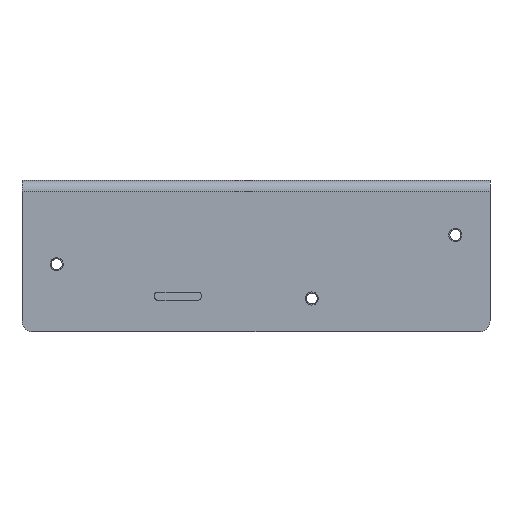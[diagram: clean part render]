
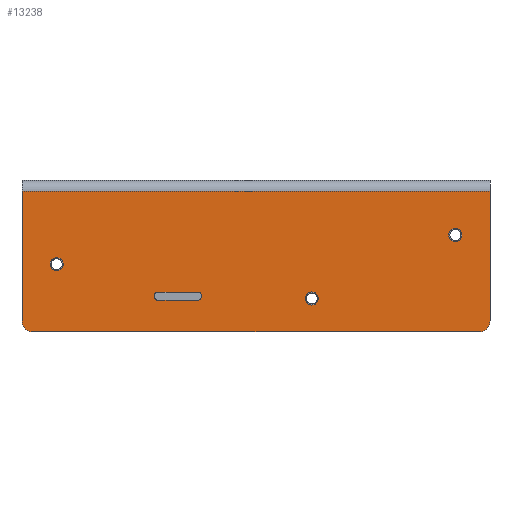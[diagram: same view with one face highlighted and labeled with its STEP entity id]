
A CAD part, front view. The second image highlights one B-rep face of the part: STEP entity #13238.
In plain terms, the highlighted planar face has unit normal (0, -1, 0).
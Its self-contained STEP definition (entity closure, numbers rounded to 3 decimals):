
#8058=DIRECTION('',(0.,0.,-1.));
#8059=VECTOR('',#8058,35.5);
#8060=CARTESIAN_POINT('',(0.,-127.6,-1.5));
#8061=LINE('',#8060,#8059);
#9126=DIRECTION('',(0.,0.,-1.));
#9127=VECTOR('',#9126,35.5);
#9128=CARTESIAN_POINT('',(-128.,-127.6,-1.5));
#9129=LINE('',#9128,#9127);
#9150=DIRECTION('',(-1.,0.,0.));
#9151=VECTOR('',#9150,128.);
#9152=CARTESIAN_POINT('',(0.,-127.6,-1.5));
#9153=LINE('',#9152,#9151);
#9154=CARTESIAN_POINT('',(-3.,-127.6,-37.));
#9155=DIRECTION('',(0.,-1.,0.));
#9156=DIRECTION('',(0.,0.,-1.));
#9157=AXIS2_PLACEMENT_3D('',#9154,#9155,#9156);
#9159=CARTESIAN_POINT('',(-125.,-127.6,-37.));
#9160=DIRECTION('',(0.,-1.,0.));
#9161=DIRECTION('',(-1.,0.,0.));
#9162=AXIS2_PLACEMENT_3D('',#9159,#9160,#9161);
#9164=CARTESIAN_POINT('',(-90.85,-127.6,-30.35));
#9165=DIRECTION('',(0.,-1.,0.));
#9166=DIRECTION('',(-1.,0.,0.));
#9167=AXIS2_PLACEMENT_3D('',#9164,#9165,#9166);
#9169=DIRECTION('',(1.,0.,0.));
#9170=VECTOR('',#9169,10.9);
#9171=CARTESIAN_POINT('',(-90.85,-127.6,-31.35));
#9172=LINE('',#9171,#9170);
#9173=CARTESIAN_POINT('',(-79.95,-127.6,-30.35));
#9174=DIRECTION('',(0.,-1.,0.));
#9175=DIRECTION('',(0.,0.,-1.));
#9176=AXIS2_PLACEMENT_3D('',#9173,#9174,#9175);
#9178=DIRECTION('',(0.,0.,1.));
#9179=VECTOR('',#9178,0.25);
#9180=CARTESIAN_POINT('',(-78.95,-127.6,-30.35));
#9181=LINE('',#9180,#9179);
#9182=CARTESIAN_POINT('',(-79.95,-127.6,-30.1));
#9183=DIRECTION('',(0.,-1.,0.));
#9184=DIRECTION('',(1.,0.,0.));
#9185=AXIS2_PLACEMENT_3D('',#9182,#9183,#9184);
#9187=DIRECTION('',(-1.,0.,0.));
#9188=VECTOR('',#9187,10.9);
#9189=CARTESIAN_POINT('',(-79.95,-127.6,-29.1));
#9190=LINE('',#9189,#9188);
#9191=CARTESIAN_POINT('',(-90.85,-127.6,-30.1));
#9192=DIRECTION('',(0.,-1.,0.));
#9193=DIRECTION('',(0.,0.,1.));
#9194=AXIS2_PLACEMENT_3D('',#9191,#9192,#9193);
#9196=DIRECTION('',(0.,0.,-1.));
#9197=VECTOR('',#9196,0.25);
#9198=CARTESIAN_POINT('',(-91.85,-127.6,-30.1));
#9199=LINE('',#9198,#9197);
#9200=CARTESIAN_POINT('',(-118.5,-127.6,-21.5));
#9201=DIRECTION('',(0.,-1.,0.));
#9202=DIRECTION('',(1.,0.,0.));
#9203=AXIS2_PLACEMENT_3D('',#9200,#9201,#9202);
#9205=CARTESIAN_POINT('',(-118.5,-127.6,-21.5));
#9206=DIRECTION('',(0.,-1.,0.));
#9207=DIRECTION('',(-1.,0.,0.));
#9208=AXIS2_PLACEMENT_3D('',#9205,#9206,#9207);
#9210=CARTESIAN_POINT('',(-48.75,-127.6,-30.87));
#9211=DIRECTION('',(0.,-1.,0.));
#9212=DIRECTION('',(1.,0.,0.));
#9213=AXIS2_PLACEMENT_3D('',#9210,#9211,#9212);
#9215=CARTESIAN_POINT('',(-48.75,-127.6,-30.87));
#9216=DIRECTION('',(0.,-1.,0.));
#9217=DIRECTION('',(-1.,0.,0.));
#9218=AXIS2_PLACEMENT_3D('',#9215,#9216,#9217);
#9220=CARTESIAN_POINT('',(-9.5,-127.6,-13.5));
#9221=DIRECTION('',(0.,-1.,0.));
#9222=DIRECTION('',(1.,0.,0.));
#9223=AXIS2_PLACEMENT_3D('',#9220,#9221,#9222);
#9225=CARTESIAN_POINT('',(-9.5,-127.6,-13.5));
#9226=DIRECTION('',(0.,-1.,0.));
#9227=DIRECTION('',(-1.,0.,0.));
#9228=AXIS2_PLACEMENT_3D('',#9225,#9226,#9227);
#9332=DIRECTION('',(-1.,0.,0.));
#9333=VECTOR('',#9332,122.);
#9334=CARTESIAN_POINT('',(-3.,-127.6,-40.));
#9335=LINE('',#9334,#9333);
#11128=CARTESIAN_POINT('',(0.,-127.6,-1.5));
#11129=VERTEX_POINT('',#11128);
#11130=CARTESIAN_POINT('',(-128.,-127.6,-1.5));
#11131=VERTEX_POINT('',#11130);
#11144=CARTESIAN_POINT('',(-3.,-127.6,-40.));
#11145=VERTEX_POINT('',#11144);
#11146=CARTESIAN_POINT('',(0.,-127.6,-37.));
#11147=VERTEX_POINT('',#11146);
#11158=CARTESIAN_POINT('',(-128.,-127.6,-37.));
#11159=VERTEX_POINT('',#11158);
#11162=CARTESIAN_POINT('',(-125.,-127.6,-40.));
#11163=VERTEX_POINT('',#11162);
#11844=CARTESIAN_POINT('',(-91.85,-127.6,-30.35));
#11845=CARTESIAN_POINT('',(-90.85,-127.6,-31.35));
#11846=VERTEX_POINT('',#11844);
#11847=VERTEX_POINT('',#11845);
#11848=CARTESIAN_POINT('',(-79.95,-127.6,-31.35));
#11849=VERTEX_POINT('',#11848);
#11850=CARTESIAN_POINT('',(-78.95,-127.6,-30.35));
#11851=VERTEX_POINT('',#11850);
#11852=CARTESIAN_POINT('',(-78.95,-127.6,-30.1));
#11853=VERTEX_POINT('',#11852);
#11854=CARTESIAN_POINT('',(-79.95,-127.6,-29.1));
#11855=VERTEX_POINT('',#11854);
#11856=CARTESIAN_POINT('',(-90.85,-127.6,-29.1));
#11857=VERTEX_POINT('',#11856);
#11858=CARTESIAN_POINT('',(-91.85,-127.6,-30.1));
#11859=VERTEX_POINT('',#11858);
#11996=CARTESIAN_POINT('',(-116.7,-127.6,-21.5));
#11997=CARTESIAN_POINT('',(-120.3,-127.6,-21.5));
#11998=VERTEX_POINT('',#11996);
#11999=VERTEX_POINT('',#11997);
#12000=CARTESIAN_POINT('',(-46.95,-127.6,-30.87));
#12001=CARTESIAN_POINT('',(-50.55,-127.6,-30.87));
#12002=VERTEX_POINT('',#12000);
#12003=VERTEX_POINT('',#12001);
#12004=CARTESIAN_POINT('',(-7.7,-127.6,-13.5));
#12005=CARTESIAN_POINT('',(-11.3,-127.6,-13.5));
#12006=VERTEX_POINT('',#12004);
#12007=VERTEX_POINT('',#12005);
#13186=CARTESIAN_POINT('',(0.,-127.6,1.5));
#13187=DIRECTION('',(0.,-1.,0.));
#13188=DIRECTION('',(0.,0.,-1.));
#13189=AXIS2_PLACEMENT_3D('',#13186,#13187,#13188);
#13190=PLANE('',#13189);
#13191=ORIENTED_EDGE('',*,*,#12076,.F.);
#13192=ORIENTED_EDGE('',*,*,#12063,.T.);
#13194=ORIENTED_EDGE('',*,*,#13193,.F.);
#13196=ORIENTED_EDGE('',*,*,#13195,.T.);
#13198=ORIENTED_EDGE('',*,*,#13197,.F.);
#13199=ORIENTED_EDGE('',*,*,#13170,.F.);
#13200=EDGE_LOOP('',(#13191,#13192,#13194,#13196,#13198,#13199));
#13201=FACE_OUTER_BOUND('',#13200,.F.);
#13203=ORIENTED_EDGE('',*,*,#13202,.T.);
#13205=ORIENTED_EDGE('',*,*,#13204,.T.);
#13207=ORIENTED_EDGE('',*,*,#13206,.T.);
#13209=ORIENTED_EDGE('',*,*,#13208,.T.);
#13211=ORIENTED_EDGE('',*,*,#13210,.T.);
#13213=ORIENTED_EDGE('',*,*,#13212,.T.);
#13215=ORIENTED_EDGE('',*,*,#13214,.T.);
#13217=ORIENTED_EDGE('',*,*,#13216,.T.);
#13218=EDGE_LOOP('',(#13203,#13205,#13207,#13209,#13211,#13213,#13215,#13217));
#13219=FACE_BOUND('',#13218,.F.);
#13221=ORIENTED_EDGE('',*,*,#13220,.T.);
#13223=ORIENTED_EDGE('',*,*,#13222,.T.);
#13224=EDGE_LOOP('',(#13221,#13223));
#13225=FACE_BOUND('',#13224,.F.);
#13227=ORIENTED_EDGE('',*,*,#13226,.T.);
#13229=ORIENTED_EDGE('',*,*,#13228,.T.);
#13230=EDGE_LOOP('',(#13227,#13229));
#13231=FACE_BOUND('',#13230,.F.);
#13233=ORIENTED_EDGE('',*,*,#13232,.T.);
#13235=ORIENTED_EDGE('',*,*,#13234,.T.);
#13236=EDGE_LOOP('',(#13233,#13235));
#13237=FACE_BOUND('',#13236,.F.);
#13238=ADVANCED_FACE('',(#13201,#13219,#13225,#13231,#13237),#13190,.T.);
#9158=CIRCLE('',#9157,3.);
#9163=CIRCLE('',#9162,3.);
#9168=CIRCLE('',#9167,1.);
#9177=CIRCLE('',#9176,1.);
#9186=CIRCLE('',#9185,1.);
#9195=CIRCLE('',#9194,1.);
#9204=CIRCLE('',#9203,1.8);
#9209=CIRCLE('',#9208,1.8);
#9214=CIRCLE('',#9213,1.8);
#9219=CIRCLE('',#9218,1.8);
#9224=CIRCLE('',#9223,1.8);
#9229=CIRCLE('',#9228,1.8);
#12063=EDGE_CURVE('',#11129,#11147,#8061,.T.);
#12076=EDGE_CURVE('',#11129,#11131,#9153,.T.);
#13170=EDGE_CURVE('',#11131,#11159,#9129,.T.);
#13193=EDGE_CURVE('',#11145,#11147,#9158,.T.);
#13195=EDGE_CURVE('',#11145,#11163,#9335,.T.);
#13197=EDGE_CURVE('',#11159,#11163,#9163,.T.);
#13202=EDGE_CURVE('',#11846,#11847,#9168,.T.);
#13204=EDGE_CURVE('',#11847,#11849,#9172,.T.);
#13206=EDGE_CURVE('',#11849,#11851,#9177,.T.);
#13208=EDGE_CURVE('',#11851,#11853,#9181,.T.);
#13210=EDGE_CURVE('',#11853,#11855,#9186,.T.);
#13212=EDGE_CURVE('',#11855,#11857,#9190,.T.);
#13214=EDGE_CURVE('',#11857,#11859,#9195,.T.);
#13216=EDGE_CURVE('',#11859,#11846,#9199,.T.);
#13220=EDGE_CURVE('',#11998,#11999,#9204,.T.);
#13222=EDGE_CURVE('',#11999,#11998,#9209,.T.);
#13226=EDGE_CURVE('',#12002,#12003,#9214,.T.);
#13228=EDGE_CURVE('',#12003,#12002,#9219,.T.);
#13232=EDGE_CURVE('',#12006,#12007,#9224,.T.);
#13234=EDGE_CURVE('',#12007,#12006,#9229,.T.);
